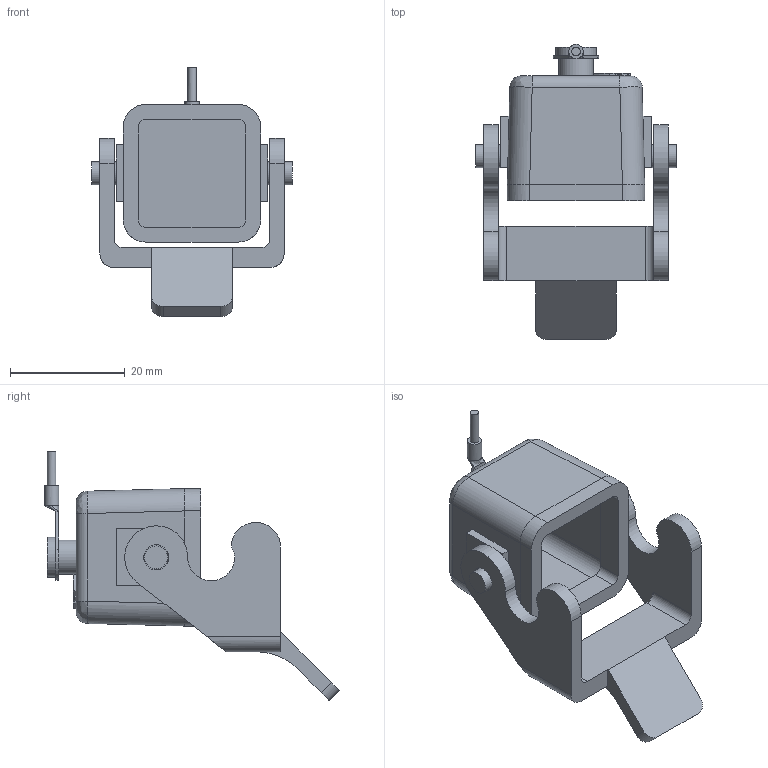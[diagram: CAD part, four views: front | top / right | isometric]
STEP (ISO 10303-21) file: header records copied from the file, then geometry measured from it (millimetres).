
FILE_DESCRIPTION(/* description */ (''),/* implementation_level */ '2;1');
FILE_NAME(/* name */ '100094925ugm000_c.stp',/* time_stamp */ '2019-03-25T16:39:28+01:00',/* author */ (''),/* organization */ (''),/* preprocessor_version */ 'ST-DEVELOPER v16.7',/* originating_system */ 'SIEMENS PLM Software NX 12.0',/* authorisation */ '');
FILE_SCHEMA (('AUTOMOTIVE_DESIGN { 1 0 10303 214 3 1 1 1 }'));
Length unit declared in the file: millimetre
Products named in the file (1): 100094925ugm000_c
Bounding box: 35.1 x 51.51 x 43.52 mm (x, y, z)
Volume: 6962.5 mm3; surface area: 8304 mm2
Topology: 2 solids, 2 shells, 221 faces, 557 edges, 363 vertices
Faces by surface type: plane 152, cylinder 61, bspline 8
Full cylindrical faces by diameter (mm): 0.57 x1, 0.63 x1, 1.5 x2, 2.5 x1, 4 x2, 4.4 x2, 6 x1, 7 x1
Entity records: 7890 total; most frequent: CARTESIAN_POINT 1787, ORIENTED_EDGE 1088, DIRECTION 1027, EDGE_CURVE 544, LINE 401, VECTOR 401, VERTEX_POINT 361, AXIS2_PLACEMENT_3D 313
